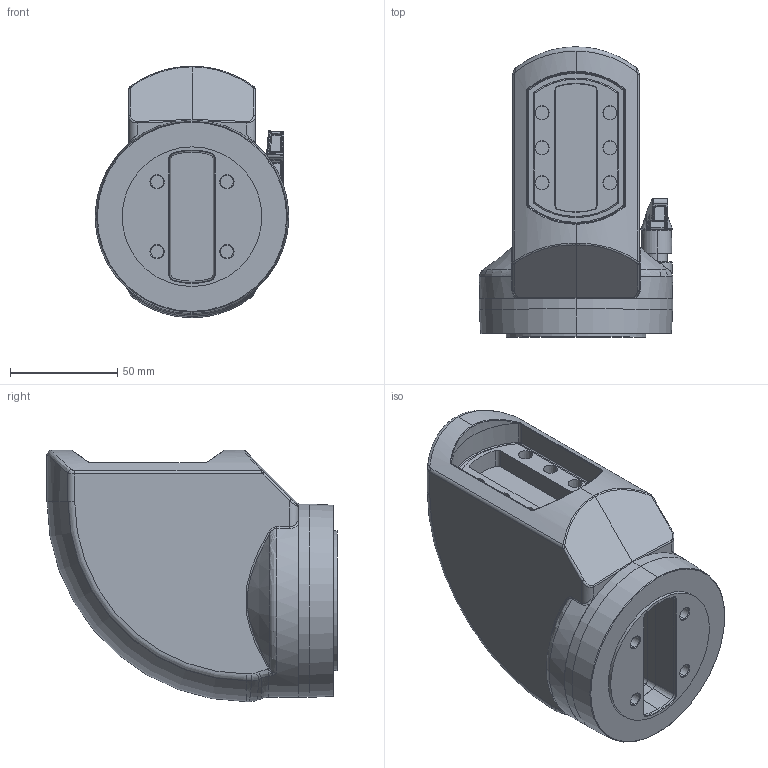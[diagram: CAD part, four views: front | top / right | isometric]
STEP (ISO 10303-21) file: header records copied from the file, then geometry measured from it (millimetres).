
FILE_DESCRIPTION (( 'STEP AP203' ), '1' );
FILE_NAME ('49447500.STEP', '2012-02-07T10:17:05', ( 'Meyer' ), ( '' ), 'SwSTEP 2.0', 'SolidWorks 2011', '' );
FILE_SCHEMA (( 'CONFIG_CONTROL_DESIGN' ));
Length unit declared in the file: millimetre
Products named in the file (1): 49447500
Bounding box: 90 x 135 x 117 mm (x, y, z)
Volume: 654420 mm3; surface area: 85715.5 mm2
Topology: 4 solids, 4 shells, 400 faces, 944 edges, 559 vertices
Faces by surface type: cylinder 133, bspline 94, plane 70, cone 66, torus 29, sphere 8
Entity records: 14707 total; most frequent: CARTESIAN_POINT 6148, ORIENTED_EDGE 1860, DIRECTION 1715, EDGE_CURVE 930, AXIS2_PLACEMENT_3D 706, VERTEX_POINT 555, EDGE_LOOP 423, FACE_OUTER_BOUND 400
